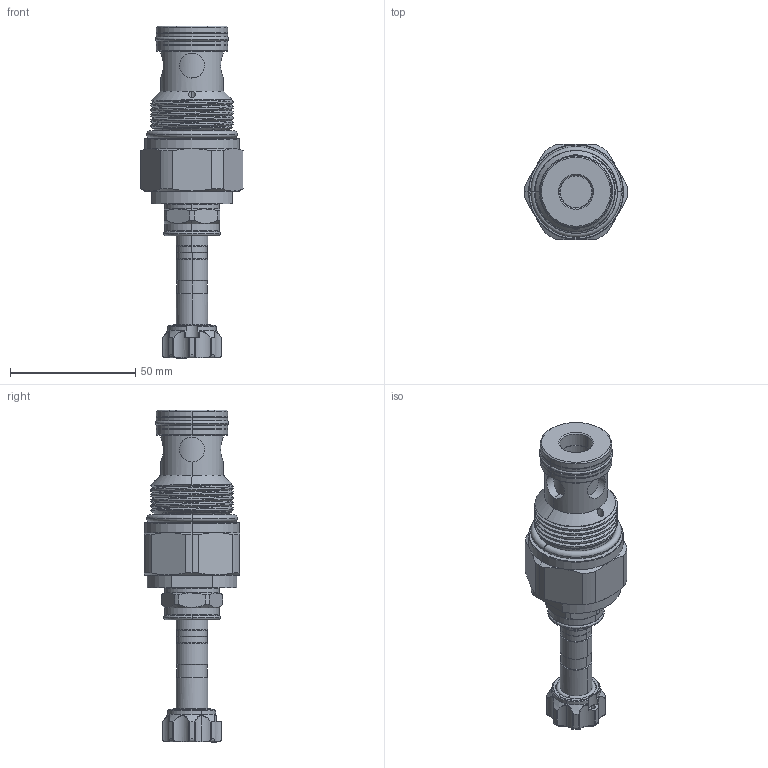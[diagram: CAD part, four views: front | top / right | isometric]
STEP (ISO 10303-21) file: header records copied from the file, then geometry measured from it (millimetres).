
FILE_DESCRIPTION (( 'STEP AP203' ), '1' );
FILE_NAME ('EP16W2A09N95.STEP', '2021-06-02T06:38:53', ( '' ), ( '' ), 'SwSTEP 2.0', 'SolidWorks 2018', '' );
FILE_SCHEMA (( 'CONFIG_CONTROL_DESIGN' ));
Length unit declared in the file: millimetre
Products named in the file (1): EP16W2A09N95
Bounding box: 41.1 x 38 x 132.75 mm (x, y, z)
Volume: 71413.5 mm3; surface area: 18037.7 mm2
Topology: 6 solids, 6 shells, 309 faces, 723 edges, 434 vertices
Faces by surface type: cylinder 133, torus 55, cone 50, bspline 37, plane 34
Entity records: 13240 total; most frequent: CARTESIAN_POINT 6421, ORIENTED_EDGE 1442, DIRECTION 1398, EDGE_CURVE 721, AXIS2_PLACEMENT_3D 607, VERTEX_POINT 434, CIRCLE 334, EDGE_LOOP 331
